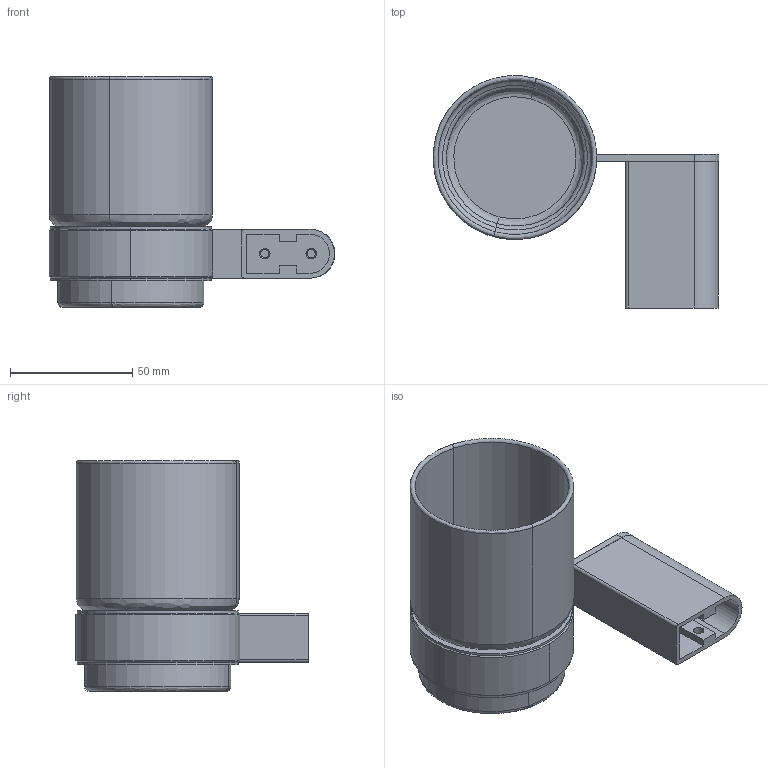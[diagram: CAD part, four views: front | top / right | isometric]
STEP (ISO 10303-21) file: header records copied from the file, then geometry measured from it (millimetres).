
FILE_DESCRIPTION (( 'STEP AP203' ), '1' );
FILE_NAME ('66606,0.STEP', '2020-09-01T08:22:01', ( '' ), ( '' ), 'SwSTEP 2.0', 'SolidWorks 2020', '' );
FILE_SCHEMA (( 'CONFIG_CONTROL_DESIGN' ));
Length unit declared in the file: millimetre
Products named in the file (1): 66606,0
Bounding box: 117 x 95 x 94.5 mm (x, y, z)
Volume: 86142.1 mm3; surface area: 76995.7 mm2
Topology: 7 solids, 7 shells, 123 faces, 271 edges, 170 vertices
Faces by surface type: cylinder 48, plane 39, cone 22, bspline 14
Entity records: 3872 total; most frequent: CARTESIAN_POINT 995, DIRECTION 633, ORIENTED_EDGE 542, EDGE_CURVE 271, AXIS2_PLACEMENT_3D 256, VERTEX_POINT 170, CIRCLE 146, EDGE_LOOP 145
